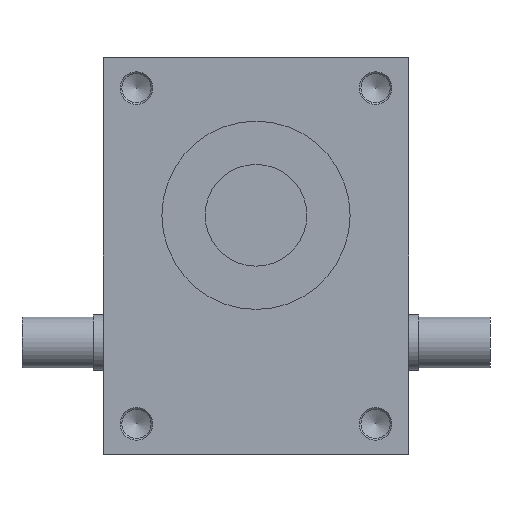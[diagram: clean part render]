
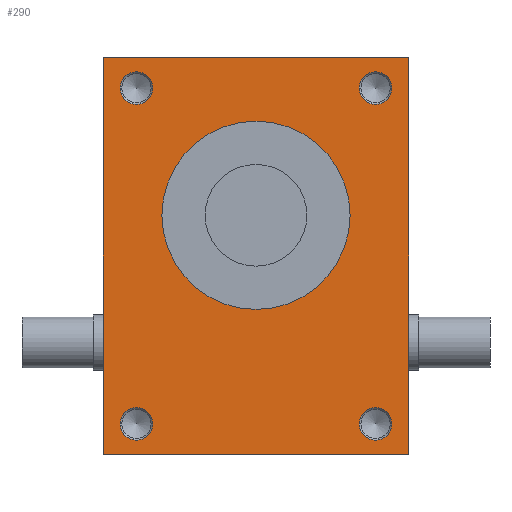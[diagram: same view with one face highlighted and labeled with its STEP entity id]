
A CAD part, front view. The second image highlights one B-rep face of the part: STEP entity #290.
In plain terms, the highlighted planar face has unit normal (0, -1, 0).
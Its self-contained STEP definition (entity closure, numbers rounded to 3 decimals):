
#290 = ADVANCED_FACE( '', ( #690, #691, #692, #693, #694, #695 ), #696, .F. );
#690 = FACE_BOUND( '', #1317, .T. );
#691 = FACE_BOUND( '', #1318, .T. );
#692 = FACE_BOUND( '', #1319, .T. );
#693 = FACE_BOUND( '', #1320, .T. );
#694 = FACE_BOUND( '', #1321, .T. );
#695 = FACE_OUTER_BOUND( '', #1322, .T. );
#696 = PLANE( '', #1323 );
#1317 = EDGE_LOOP( '', ( #1937 ) );
#1318 = EDGE_LOOP( '', ( #1938 ) );
#1319 = EDGE_LOOP( '', ( #1939 ) );
#1320 = EDGE_LOOP( '', ( #1940 ) );
#1321 = EDGE_LOOP( '', ( #1941 ) );
#1322 = EDGE_LOOP( '', ( #1942, #1943, #1944, #1945 ) );
#1323 = AXIS2_PLACEMENT_3D( '', #1946, #1947, #1948 );
#1937 = ORIENTED_EDGE( '', *, *, #3408, .F. );
#1938 = ORIENTED_EDGE( '', *, *, #3409, .F. );
#1939 = ORIENTED_EDGE( '', *, *, #3410, .F. );
#1940 = ORIENTED_EDGE( '', *, *, #3411, .F. );
#1941 = ORIENTED_EDGE( '', *, *, #3412, .T. );
#1942 = ORIENTED_EDGE( '', *, *, #3413, .T. );
#1943 = ORIENTED_EDGE( '', *, *, #3414, .F. );
#1944 = ORIENTED_EDGE( '', *, *, #3415, .F. );
#1945 = ORIENTED_EDGE( '', *, *, #3416, .T. );
#1946 = CARTESIAN_POINT( '', ( -300., -240., 390. ) );
#1947 = DIRECTION( '', ( 0., 1., 0. ) );
#1948 = DIRECTION( '', ( 0., 0., 1. ) );
#3408 = EDGE_CURVE( '', #3978, #3978, #3979, .T. );
#3409 = EDGE_CURVE( '', #3980, #3980, #3981, .T. );
#3410 = EDGE_CURVE( '', #3982, #3982, #3983, .T. );
#3411 = EDGE_CURVE( '', #3984, #3984, #3985, .T. );
#3412 = EDGE_CURVE( '', #3986, #3986, #3987, .T. );
#3413 = EDGE_CURVE( '', #3988, #3989, #3990, .T. );
#3414 = EDGE_CURVE( '', #3991, #3989, #3992, .T. );
#3415 = EDGE_CURVE( '', #3993, #3991, #3994, .T. );
#3416 = EDGE_CURVE( '', #3993, #3988, #3995, .T. );
#3978 = VERTEX_POINT( '', #4813 );
#3979 = CIRCLE( '', #4814, 32. );
#3980 = VERTEX_POINT( '', #4815 );
#3981 = CIRCLE( '', #4816, 32. );
#3982 = VERTEX_POINT( '', #4817 );
#3983 = CIRCLE( '', #4818, 32. );
#3984 = VERTEX_POINT( '', #4819 );
#3985 = CIRCLE( '', #4820, 32. );
#3986 = VERTEX_POINT( '', #4821 );
#3987 = CIRCLE( '', #4822, 185. );
#3988 = VERTEX_POINT( '', #4823 );
#3989 = VERTEX_POINT( '', #4824 );
#3990 = LINE( '', #4825, #4826 );
#3991 = VERTEX_POINT( '', #4827 );
#3992 = LINE( '', #4828, #4829 );
#3993 = VERTEX_POINT( '', #4830 );
#3994 = LINE( '', #4831, #4832 );
#3995 = LINE( '', #4833, #4834 );
#4813 = CARTESIAN_POINT( '', ( -235., -240., -362. ) );
#4814 = AXIS2_PLACEMENT_3D( '', #5994, #5995, #5996 );
#4815 = CARTESIAN_POINT( '', ( -235., -240., 298. ) );
#4816 = AXIS2_PLACEMENT_3D( '', #5997, #5998, #5999 );
#4817 = CARTESIAN_POINT( '', ( 235., -240., 298. ) );
#4818 = AXIS2_PLACEMENT_3D( '', #6000, #6001, #6002 );
#4819 = CARTESIAN_POINT( '', ( 235., -240., -362. ) );
#4820 = AXIS2_PLACEMENT_3D( '', #6003, #6004, #6005 );
#4821 = CARTESIAN_POINT( '', ( 185., -240., 80. ) );
#4822 = AXIS2_PLACEMENT_3D( '', #6006, #6007, #6008 );
#4823 = CARTESIAN_POINT( '', ( -300., -240., -390. ) );
#4824 = CARTESIAN_POINT( '', ( 300., -240., -390. ) );
#4825 = CARTESIAN_POINT( '', ( -300., -240., -390. ) );
#4826 = VECTOR( '', #6009, 1000. );
#4827 = CARTESIAN_POINT( '', ( 300., -240., 390. ) );
#4828 = CARTESIAN_POINT( '', ( 300., -240., 390. ) );
#4829 = VECTOR( '', #6010, 1000. );
#4830 = CARTESIAN_POINT( '', ( -300., -240., 390. ) );
#4831 = CARTESIAN_POINT( '', ( -300., -240., 390. ) );
#4832 = VECTOR( '', #6011, 1000. );
#4833 = CARTESIAN_POINT( '', ( -300., -240., 390. ) );
#4834 = VECTOR( '', #6012, 1000. );
#5994 = CARTESIAN_POINT( '', ( -235., -240., -330. ) );
#5995 = DIRECTION( '', ( 0., -1., 0. ) );
#5996 = DIRECTION( '', ( 0., 0., -1. ) );
#5997 = CARTESIAN_POINT( '', ( -235., -240., 330. ) );
#5998 = DIRECTION( '', ( 0., -1., 0. ) );
#5999 = DIRECTION( '', ( 0., 0., -1. ) );
#6000 = CARTESIAN_POINT( '', ( 235., -240., 330. ) );
#6001 = DIRECTION( '', ( 0., -1., 0. ) );
#6002 = DIRECTION( '', ( 0., 0., -1. ) );
#6003 = CARTESIAN_POINT( '', ( 235., -240., -330. ) );
#6004 = DIRECTION( '', ( 0., -1., 0. ) );
#6005 = DIRECTION( '', ( 0., 0., -1. ) );
#6006 = CARTESIAN_POINT( '', ( 0., -240., 80. ) );
#6007 = DIRECTION( '', ( 0., 1., 0. ) );
#6008 = DIRECTION( '', ( 1., 0., 0. ) );
#6009 = DIRECTION( '', ( 1., 0., 0. ) );
#6010 = DIRECTION( '', ( 0., 0., -1. ) );
#6011 = DIRECTION( '', ( 1., 0., 0. ) );
#6012 = DIRECTION( '', ( 0., 0., -1. ) );
